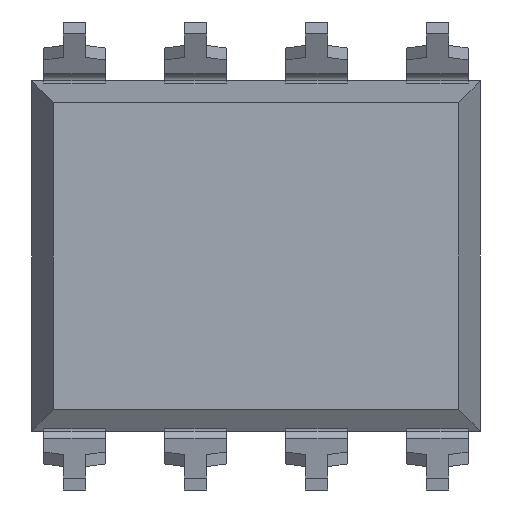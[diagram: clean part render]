
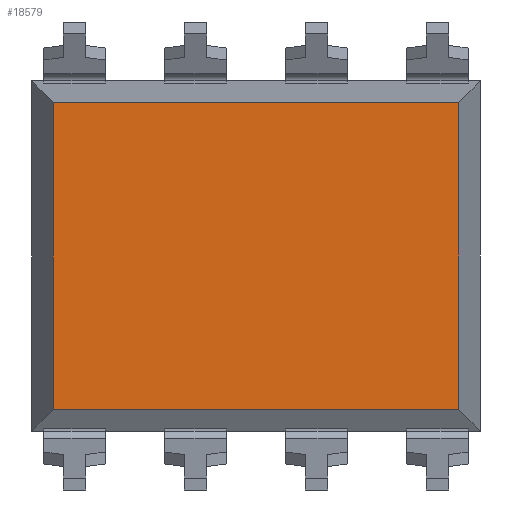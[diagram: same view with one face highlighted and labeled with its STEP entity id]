
A CAD part, front view. The second image highlights one B-rep face of the part: STEP entity #18579.
In plain terms, the highlighted planar face has unit normal (0, -1, 0).
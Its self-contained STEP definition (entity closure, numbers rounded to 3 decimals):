
#72 = ORIENTED_EDGE ( 'NONE', *, *, #5222, .T. ) ;
#148 = DIRECTION ( 'NONE',  ( 0., 0., 1. ) ) ;
#224 = DIRECTION ( 'NONE',  ( 0., 1., 0. ) ) ;
#1231 = LINE ( 'NONE', #9508, #21343 ) ;
#2706 = VERTEX_POINT ( 'NONE', #17947 ) ;
#3737 = VERTEX_POINT ( 'NONE', #17832 ) ;
#4105 = LINE ( 'NONE', #6391, #11171 ) ;
#4112 = DIRECTION ( 'NONE',  ( -1., 0., 0. ) ) ;
#5222 = EDGE_CURVE ( 'NONE', #3737, #13899, #9494, .T. ) ;
#6391 = CARTESIAN_POINT ( 'NONE',  ( 0., -1.715, -3.17 ) ) ;
#7651 = PLANE ( 'NONE',  #12209 ) ;
#9494 = LINE ( 'NONE', #9653, #18934 ) ;
#9508 = CARTESIAN_POINT ( 'NONE',  ( 4.185, -1.715, 0. ) ) ;
#9653 = CARTESIAN_POINT ( 'NONE',  ( 0., -1.715, 3.17 ) ) ;
#10043 = ORIENTED_EDGE ( 'NONE', *, *, #19130, .T. ) ;
#10144 = DIRECTION ( 'NONE',  ( 0., 0., 1. ) ) ;
#11171 = VECTOR ( 'NONE', #12216, 1000. ) ;
#11917 = DIRECTION ( 'NONE',  ( 0., 0., -1. ) ) ;
#12157 = CARTESIAN_POINT ( 'NONE',  ( -4.185, -1.715, 0. ) ) ;
#12209 = AXIS2_PLACEMENT_3D ( 'NONE', #20692, #224, #148 ) ;
#12216 = DIRECTION ( 'NONE',  ( 1., 0., 0. ) ) ;
#12764 = EDGE_CURVE ( 'NONE', #13899, #22295, #20885, .T. ) ;
#13899 = VERTEX_POINT ( 'NONE', #21783 ) ;
#14598 = FACE_OUTER_BOUND ( 'NONE', #21524, .T. ) ;
#14980 = ORIENTED_EDGE ( 'NONE', *, *, #12764, .T. ) ;
#15863 = CARTESIAN_POINT ( 'NONE',  ( -4.185, -1.715, -3.17 ) ) ;
#17832 = CARTESIAN_POINT ( 'NONE',  ( 4.185, -1.715, 3.17 ) ) ;
#17947 = CARTESIAN_POINT ( 'NONE',  ( 4.185, -1.715, -3.17 ) ) ;
#18579 = ADVANCED_FACE ( 'NONE', ( #14598 ), #7651, .F. ) ;
#18934 = VECTOR ( 'NONE', #4112, 1000. ) ;
#19130 = EDGE_CURVE ( 'NONE', #2706, #3737, #1231, .T. ) ;
#20692 = CARTESIAN_POINT ( 'NONE',  ( 0., -1.715, 0. ) ) ;
#20885 = LINE ( 'NONE', #12157, #24183 ) ;
#21343 = VECTOR ( 'NONE', #10144, 1000. ) ;
#21524 = EDGE_LOOP ( 'NONE', ( #23294, #10043, #72, #14980 ) ) ;
#21783 = CARTESIAN_POINT ( 'NONE',  ( -4.185, -1.715, 3.17 ) ) ;
#22295 = VERTEX_POINT ( 'NONE', #15863 ) ;
#23294 = ORIENTED_EDGE ( 'NONE', *, *, #24349, .T. ) ;
#24183 = VECTOR ( 'NONE', #11917, 1000. ) ;
#24349 = EDGE_CURVE ( 'NONE', #22295, #2706, #4105, .T. ) ;
